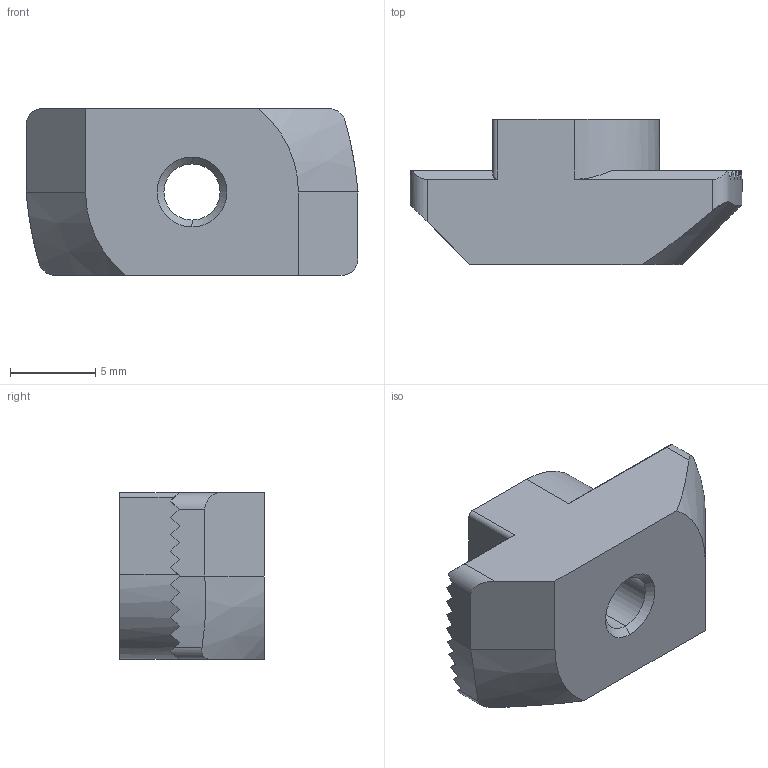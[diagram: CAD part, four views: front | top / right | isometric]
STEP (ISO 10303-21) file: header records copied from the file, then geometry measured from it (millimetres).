
FILE_DESCRIPTION (( 'STEP AP203' ), '1' );
FILE_NAME ('AL-2D09.A11A.01 Ãàéêà Ò-îáðàçíàÿ Ïàç 10 Ì4.STEP', '2024-07-09T11:33:10', ( '' ), ( '' ), 'SwSTEP 2.0', 'SolidWorks 2021', '' );
FILE_SCHEMA (( 'CONFIG_CONTROL_DESIGN' ));
Length unit declared in the file: millimetre
Products named in the file (1): AL-2D09.A11A.01 Ãàéêà Ò-îáðàçíàÿ Ïàç 10 Ì4
Bounding box: 19.5 x 8.5 x 9.8 mm (x, y, z)
Volume: 1058.8 mm3; surface area: 816.7 mm2
Topology: 1 solids, 1 shells, 88 faces, 251 edges, 165 vertices
Faces by surface type: plane 70, cylinder 10, cone 6, bspline 2
Entity records: 2973 total; most frequent: CARTESIAN_POINT 748, ORIENTED_EDGE 502, DIRECTION 386, EDGE_CURVE 251, VERTEX_POINT 165, LINE 152, VECTOR 152, AXIS2_PLACEMENT_3D 117
